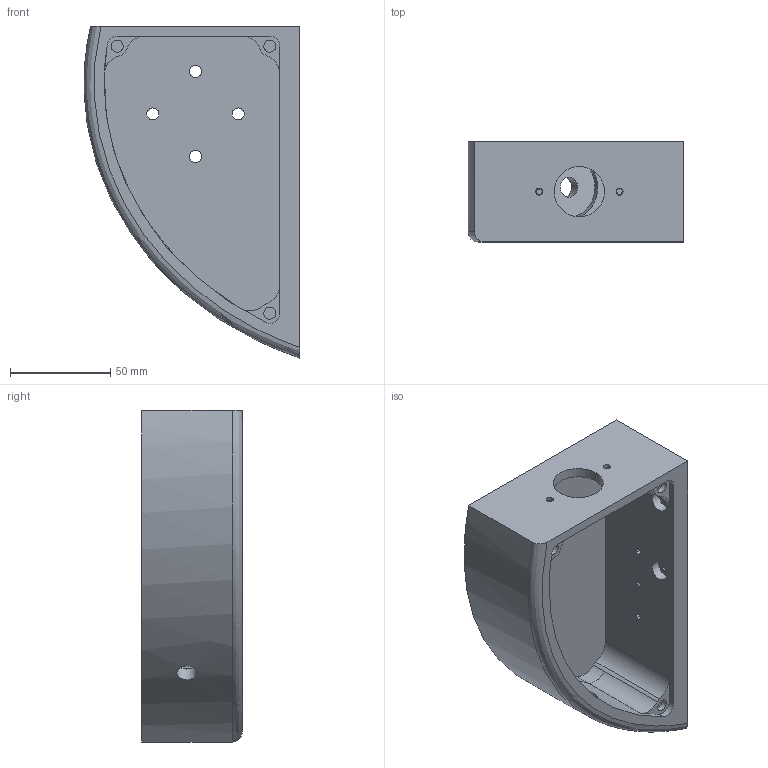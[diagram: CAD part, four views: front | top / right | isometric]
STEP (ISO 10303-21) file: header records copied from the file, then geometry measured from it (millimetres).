
FILE_DESCRIPTION(/* description */ ('STEP AP242','CAx-IF Rec.Pracs.---Representation and Presentation of Product Manufacturing Information (PMI)---4.0---2014-10-13','CAx-IF Rec.Pracs.---3D Tessellated Geometry---0.4---2014-09-14','2;1'),/* implementation_level */ '2;1');
FILE_NAME(/* name */ '67c30400ade5121180d36637',/* time_stamp */ '2025-03-01T12:56:32Z',/* author */ (''),/* organization */ (''),/* preprocessor_version */ 'ST-DEVELOPER v20',/* originating_system */ 'ONSHAPE BY PTC INC, 1.194',/* authorisation */ ' ');
FILE_SCHEMA (('AP242_MANAGED_MODEL_BASED_3D_ENGINEERING_MIM_LF { 1 0 10303 442 1 1 4 }'));
Length unit declared in the file: metre
Products named in the file (1): Part F
Bounding box: 107.47 x 50 x 165.29 mm (x, y, z)
Volume: 228260.1 mm3; surface area: 70182.2 mm2
Topology: 1 solids, 1 shells, 97 faces, 250 edges, 162 vertices
Faces by surface type: cylinder 75, plane 18, bspline 4
Full cylindrical faces by diameter (mm): 3.5 x2, 5.2 x2, 6 x7, 10 x3, 25 x1, 30 x1
Entity records: 3312 total; most frequent: CARTESIAN_POINT 965, DIRECTION 486, ORIENTED_EDGE 458, EDGE_CURVE 229, AXIS2_PLACEMENT_3D 209, VERTEX_POINT 157, EDGE_LOOP 146, FACE_BOUND 146
